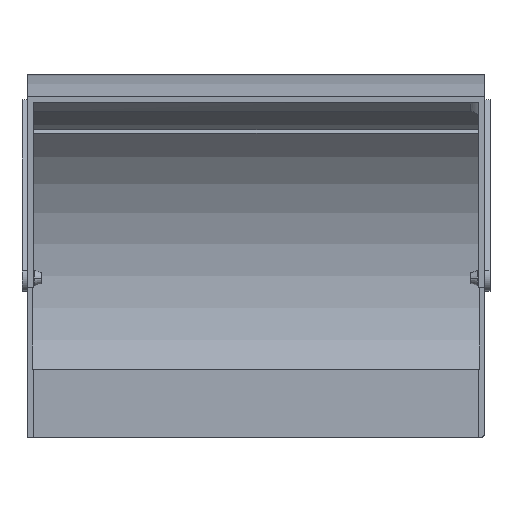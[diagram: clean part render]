
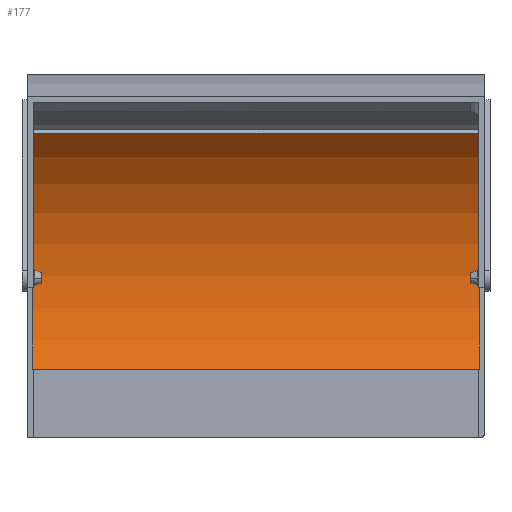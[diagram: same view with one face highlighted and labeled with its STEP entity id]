
A CAD part, left-side view. The second image highlights one B-rep face of the part: STEP entity #177.
In plain terms, the highlighted cylindrical face has radius 76 mm (diameter 152 mm), a partial arc.
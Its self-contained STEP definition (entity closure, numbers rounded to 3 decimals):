
#41 = EDGE_CURVE ( 'NONE', #1335, #515, #2120, .T. ) ;
#45 = LINE ( 'NONE', #143, #1050 ) ;
#104 = LINE ( 'NONE', #1990, #1615 ) ;
#109 = LINE ( 'NONE', #1858, #1829 ) ;
#143 = CARTESIAN_POINT ( 'NONE',  ( -34.925, 85.475, 67.5 ) ) ;
#177 = ADVANCED_FACE ( 'NONE', ( #1547 ), #211, .F. ) ;
#211 = CYLINDRICAL_SURFACE ( 'NONE', #2455, 76. ) ;
#251 = CARTESIAN_POINT ( 'NONE',  ( 0., 87.475, 0. ) ) ;
#327 = CARTESIAN_POINT ( 'NONE',  ( -34.925, 85.475, 67.5 ) ) ;
#384 = DIRECTION ( 'NONE',  ( 0., 0., 1. ) ) ;
#404 = VERTEX_POINT ( 'NONE', #2111 ) ;
#430 = ORIENTED_EDGE ( 'NONE', *, *, #2652, .T. ) ;
#434 = ORIENTED_EDGE ( 'NONE', *, *, #1776, .F. ) ;
#502 = EDGE_CURVE ( 'NONE', #515, #404, #600, .T. ) ;
#515 = VERTEX_POINT ( 'NONE', #1955 ) ;
#556 = VECTOR ( 'NONE', #2175, 1000. ) ;
#563 = VERTEX_POINT ( 'NONE', #2445 ) ;
#600 = CIRCLE ( 'NONE', #2034, 76. ) ;
#752 = ORIENTED_EDGE ( 'NONE', *, *, #2277, .F. ) ;
#1015 = ORIENTED_EDGE ( 'NONE', *, *, #502, .T. ) ;
#1050 = VECTOR ( 'NONE', #1405, 1000. ) ;
#1222 = DIRECTION ( 'NONE',  ( 0., -1., 0. ) ) ;
#1240 = EDGE_LOOP ( 'NONE', ( #2219, #752, #430, #434, #2344, #1015 ) ) ;
#1335 = VERTEX_POINT ( 'NONE', #327 ) ;
#1405 = DIRECTION ( 'NONE',  ( 0., -1., 0. ) ) ;
#1408 = DIRECTION ( 'NONE',  ( 0., 0., -1. ) ) ;
#1497 = DIRECTION ( 'NONE',  ( 0., 1., 0. ) ) ;
#1538 = CARTESIAN_POINT ( 'NONE',  ( 55.479, -85.55, 51.943 ) ) ;
#1547 = FACE_OUTER_BOUND ( 'NONE', #1240, .T. ) ;
#1597 = AXIS2_PLACEMENT_3D ( 'NONE', #2555, #2560, #2550 ) ;
#1615 = VECTOR ( 'NONE', #1963, 1000. ) ;
#1740 = CARTESIAN_POINT ( 'NONE',  ( -34.925, -85.55, 67.5 ) ) ;
#1758 = CARTESIAN_POINT ( 'NONE',  ( 0., 85.55, 0. ) ) ;
#1764 = CARTESIAN_POINT ( 'NONE',  ( -34.925, -85.475, 67.5 ) ) ;
#1776 = EDGE_CURVE ( 'NONE', #1335, #2763, #45, .T. ) ;
#1801 = VERTEX_POINT ( 'NONE', #1538 ) ;
#1829 = VECTOR ( 'NONE', #1861, 1000. ) ;
#1858 = CARTESIAN_POINT ( 'NONE',  ( -34.925, -85.55, 67.5 ) ) ;
#1861 = DIRECTION ( 'NONE',  ( 0., 1., 0. ) ) ;
#1955 = CARTESIAN_POINT ( 'NONE',  ( -34.925, 85.55, 67.5 ) ) ;
#1963 = DIRECTION ( 'NONE',  ( 0., -1., 0. ) ) ;
#1990 = CARTESIAN_POINT ( 'NONE',  ( 55.479, 85.475, 51.943 ) ) ;
#2034 = AXIS2_PLACEMENT_3D ( 'NONE', #1758, #1497, #384 ) ;
#2111 = CARTESIAN_POINT ( 'NONE',  ( 55.479, 85.55, 51.943 ) ) ;
#2120 = LINE ( 'NONE', #1740, #556 ) ;
#2175 = DIRECTION ( 'NONE',  ( 0., 1., 0. ) ) ;
#2219 = ORIENTED_EDGE ( 'NONE', *, *, #2567, .T. ) ;
#2277 = EDGE_CURVE ( 'NONE', #563, #1801, #2440, .T. ) ;
#2344 = ORIENTED_EDGE ( 'NONE', *, *, #41, .T. ) ;
#2440 = CIRCLE ( 'NONE', #1597, 76. ) ;
#2445 = CARTESIAN_POINT ( 'NONE',  ( -34.925, -85.55, 67.5 ) ) ;
#2455 = AXIS2_PLACEMENT_3D ( 'NONE', #251, #1222, #1408 ) ;
#2550 = DIRECTION ( 'NONE',  ( 0., 0., 1. ) ) ;
#2555 = CARTESIAN_POINT ( 'NONE',  ( 0., -85.55, 0. ) ) ;
#2560 = DIRECTION ( 'NONE',  ( 0., 1., 0. ) ) ;
#2567 = EDGE_CURVE ( 'NONE', #404, #1801, #104, .T. ) ;
#2652 = EDGE_CURVE ( 'NONE', #563, #2763, #109, .T. ) ;
#2763 = VERTEX_POINT ( 'NONE', #1764 ) ;
